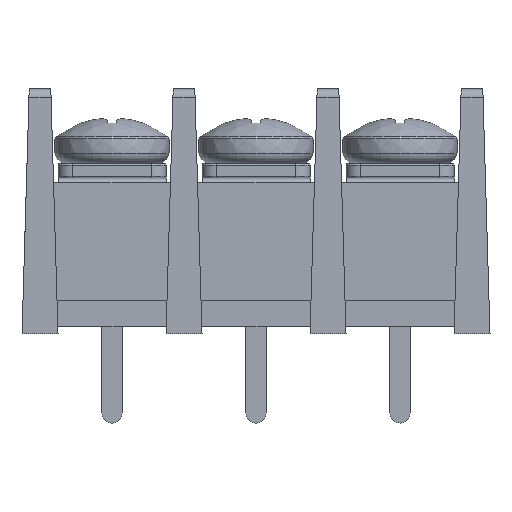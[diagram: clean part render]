
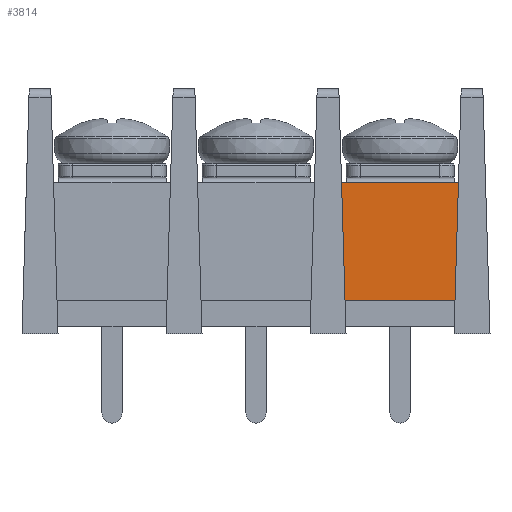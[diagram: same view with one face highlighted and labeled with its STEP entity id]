
A CAD part, front view. The second image highlights one B-rep face of the part: STEP entity #3814.
In plain terms, the highlighted planar face has unit normal (0, -1, 0).
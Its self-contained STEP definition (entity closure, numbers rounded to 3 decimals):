
#465=FACE_OUTER_BOUND('',#683,.T.);
#683=EDGE_LOOP('',(#2825,#2826,#2827,#2828));
#981=LINE('',#6668,#1337);
#994=LINE('',#6695,#1350);
#995=LINE('',#6697,#1351);
#996=LINE('',#6698,#1352);
#1337=VECTOR('',#4562,10.);
#1350=VECTOR('',#4583,10.);
#1351=VECTOR('',#4584,10.);
#1352=VECTOR('',#4585,10.);
#1684=VERTEX_POINT('',#6664);
#1686=VERTEX_POINT('',#6667);
#1696=VERTEX_POINT('',#6694);
#1697=VERTEX_POINT('',#6696);
#2118=EDGE_CURVE('',#1684,#1686,#981,.T.);
#2131=EDGE_CURVE('',#1696,#1684,#994,.T.);
#2132=EDGE_CURVE('',#1696,#1697,#995,.T.);
#2133=EDGE_CURVE('',#1686,#1697,#996,.T.);
#2825=ORIENTED_EDGE('',*,*,#2131,.F.);
#2826=ORIENTED_EDGE('',*,*,#2132,.T.);
#2827=ORIENTED_EDGE('',*,*,#2133,.F.);
#2828=ORIENTED_EDGE('',*,*,#2118,.F.);
#3661=PLANE('',#4057);
#3814=ADVANCED_FACE('',(#465),#3661,.T.);
#4057=AXIS2_PLACEMENT_3D('',#6693,#4581,#4582);
#4562=DIRECTION('',(1.,0.,0.));
#4581=DIRECTION('center_axis',(0.,-1.,0.));
#4582=DIRECTION('ref_axis',(0.,0.,-1.));
#4583=DIRECTION('',(-0.029,0.,1.));
#4584=DIRECTION('',(1.,0.,0.));
#4585=DIRECTION('',(0.,0.,-1.));
#6664=CARTESIAN_POINT('',(15.941,-5.65,10.5));
#6667=CARTESIAN_POINT('',(25.,-5.65,10.5));
#6668=CARTESIAN_POINT('',(-5.,-5.65,10.5));
#6693=CARTESIAN_POINT('Origin',(-5.,-5.65,10.5));
#6694=CARTESIAN_POINT('',(16.182,-5.65,2.3));
#6695=CARTESIAN_POINT('',(15.837,-5.65,14.058));
#6696=CARTESIAN_POINT('',(25.,-5.65,2.3));
#6697=CARTESIAN_POINT('',(-5.,-5.65,2.3));
#6698=CARTESIAN_POINT('',(25.,-5.65,2.3));
